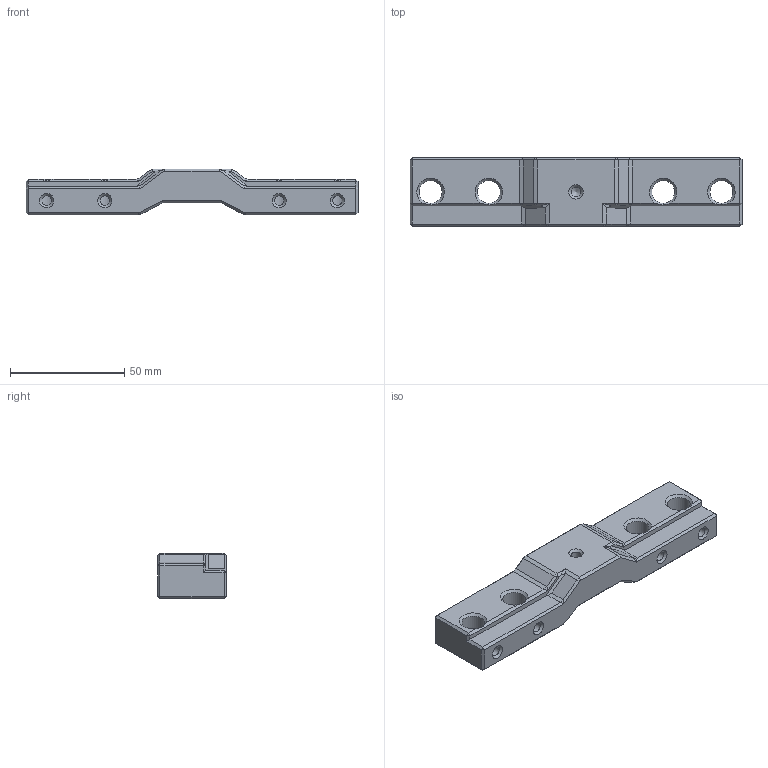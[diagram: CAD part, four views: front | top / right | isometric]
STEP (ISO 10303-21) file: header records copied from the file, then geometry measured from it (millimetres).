
FILE_DESCRIPTION(/* description */ ('','CAx-IF Rec.Pracs.---Representation and Presentation of Product Manufacturing Information (PMI)---4.0---2014-10-13'),/* implementation_level */ '2;1');
FILE_NAME(/* name */ 'Tramming Tool v5.step',/* time_stamp */ '2025-02-23T15:55:57-08:00',/* author */ (''),/* organization */ (''),/* preprocessor_version */ 'ST-DEVELOPER v20',/* originating_system */ 'Autodesk Translation Framework v13.20.0.188',/* authorisation */ '');
FILE_SCHEMA (('AP242_MANAGED_MODEL_BASED_3D_ENGINEERING_MIM_LF { 1 0 10303 442 1 1 4 }'));
Length unit declared in the file: millimetre
Products named in the file (1): Tramming Tool
Bounding box: 145 x 30 x 20 mm (x, y, z)
Volume: 58031.6 mm3; surface area: 15409.1 mm2
Topology: 1 solids, 1 shells, 121 faces, 274 edges, 151 vertices
Faces by surface type: plane 98, cone 14, cylinder 9
Full cylindrical faces by diameter (mm): 4.234 x5, 10 x4
Entity records: 3400 total; most frequent: CARTESIAN_POINT 690, ORIENTED_EDGE 546, DIRECTION 541, EDGE_CURVE 273, LINE 225, VECTOR 225, AXIS2_PLACEMENT_3D 158, VERTEX_POINT 151
